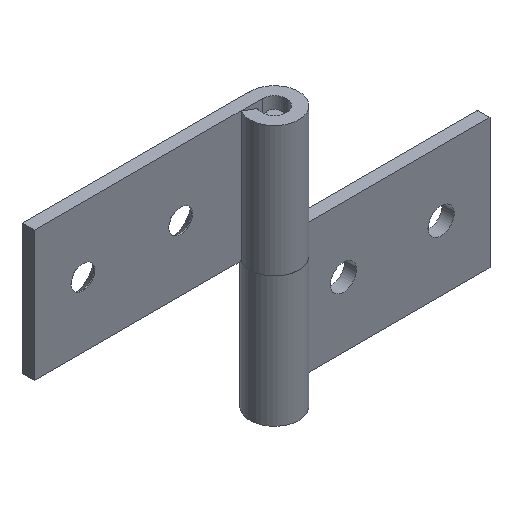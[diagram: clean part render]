
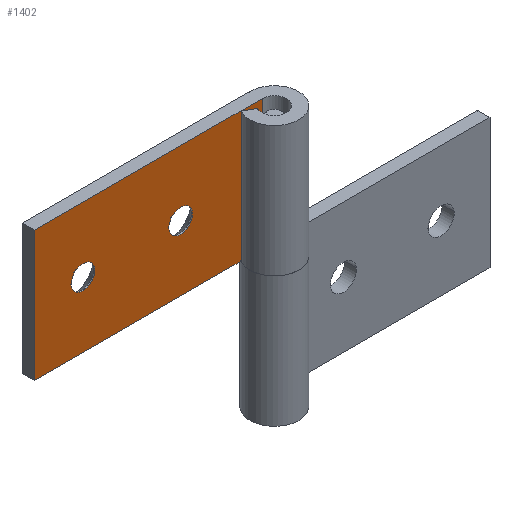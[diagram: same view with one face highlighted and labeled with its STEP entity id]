
A CAD part, isometric view. The second image highlights one B-rep face of the part: STEP entity #1402.
In plain terms, the highlighted free-form (B-spline) face has degree [1, 1] with [2, 2] control points.
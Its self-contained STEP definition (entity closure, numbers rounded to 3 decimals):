
#487=CARTESIAN_POINT('',(-11.447,1.5,23.911));
#488=VERTEX_POINT('',#487);
#494=CARTESIAN_POINT('',(-10.0,1.5,22.55));
#495=VERTEX_POINT('',#494);
#496=CARTESIAN_POINT('',(-10.0,1.5,22.55));
#497=CARTESIAN_POINT('',(-11.364,1.5,22.55));
#498=CARTESIAN_POINT('',(-11.447,1.5,23.911));
#506=(BOUNDED_CURVE()B_SPLINE_CURVE(2,(#496,#497,#498),.UNSPECIFIED.,.F.,.U.)B_SPLINE_CURVE_WITH_KNOTS((3,3),(0.5,0.739),.UNSPECIFIED.)CURVE()GEOMETRIC_REPRESENTATION_ITEM()RATIONAL_B_SPLINE_CURVE((1.0,0.72,0.976))REPRESENTATION_ITEM(''));
#507=EDGE_CURVE('',#495,#488,#506,.T.);
#509=CARTESIAN_POINT('',(-9.49,1.5,22.643));
#510=VERTEX_POINT('',#509);
#511=CARTESIAN_POINT('',(-9.49,1.5,22.643));
#512=CARTESIAN_POINT('',(-9.737,1.5,22.55));
#513=CARTESIAN_POINT('',(-10.0,1.5,22.55));
#521=(BOUNDED_CURVE()B_SPLINE_CURVE(2,(#511,#512,#513),.UNSPECIFIED.,.F.,.U.)B_SPLINE_CURVE_WITH_KNOTS((3,3),(0.44,0.5),.UNSPECIFIED.)CURVE()GEOMETRIC_REPRESENTATION_ITEM()RATIONAL_B_SPLINE_CURVE((0.893,0.93,1.0))REPRESENTATION_ITEM(''));
#522=EDGE_CURVE('',#510,#495,#521,.T.);
#572=CARTESIAN_POINT('',(-10.0,1.5,25.45));
#573=VERTEX_POINT('',#572);
#574=CARTESIAN_POINT('',(-10.0,1.5,25.45));
#575=CARTESIAN_POINT('',(-8.55,1.5,25.45));
#576=CARTESIAN_POINT('',(-8.55,1.5,24.0));
#577=CARTESIAN_POINT('',(-8.55,1.5,22.996));
#578=CARTESIAN_POINT('',(-9.49,1.5,22.643));
#586=(BOUNDED_CURVE()B_SPLINE_CURVE(2,(#574,#575,#576,#577,#578),.UNSPECIFIED.,.F.,.U.)B_SPLINE_CURVE_WITH_KNOTS((3,2,3),(0.0,0.25,0.44),.UNSPECIFIED.)CURVE()GEOMETRIC_REPRESENTATION_ITEM()RATIONAL_B_SPLINE_CURVE((1.0,0.707,1.0,0.777,0.893))REPRESENTATION_ITEM(''));
#587=EDGE_CURVE('',#573,#510,#586,.T.);
#589=CARTESIAN_POINT('',(-11.447,1.5,23.911));
#590=CARTESIAN_POINT('',(-11.45,1.5,23.956));
#591=CARTESIAN_POINT('',(-11.45,1.5,24.0));
#592=CARTESIAN_POINT('',(-11.45,1.5,25.45));
#593=CARTESIAN_POINT('',(-10.0,1.5,25.45));
#601=(BOUNDED_CURVE()B_SPLINE_CURVE(2,(#589,#590,#591,#592,#593),.UNSPECIFIED.,.F.,.U.)B_SPLINE_CURVE_WITH_KNOTS((3,2,3),(0.739,0.75,1.0),.UNSPECIFIED.)CURVE()GEOMETRIC_REPRESENTATION_ITEM()RATIONAL_B_SPLINE_CURVE((0.976,0.988,1.0,0.707,1.0))REPRESENTATION_ITEM(''));
#602=EDGE_CURVE('',#488,#573,#601,.T.);
#815=CARTESIAN_POINT('',(-23.447,1.5,23.911));
#816=VERTEX_POINT('',#815);
#822=CARTESIAN_POINT('',(-22.0,1.5,22.55));
#823=VERTEX_POINT('',#822);
#824=CARTESIAN_POINT('',(-22.0,1.5,22.55));
#825=CARTESIAN_POINT('',(-23.364,1.5,22.55));
#826=CARTESIAN_POINT('',(-23.447,1.5,23.911));
#834=(BOUNDED_CURVE()B_SPLINE_CURVE(2,(#824,#825,#826),.UNSPECIFIED.,.F.,.U.)B_SPLINE_CURVE_WITH_KNOTS((3,3),(0.5,0.739),.UNSPECIFIED.)CURVE()GEOMETRIC_REPRESENTATION_ITEM()RATIONAL_B_SPLINE_CURVE((1.0,0.72,0.976))REPRESENTATION_ITEM(''));
#835=EDGE_CURVE('',#823,#816,#834,.T.);
#837=CARTESIAN_POINT('',(-21.49,1.5,22.643));
#838=VERTEX_POINT('',#837);
#839=CARTESIAN_POINT('',(-21.49,1.5,22.643));
#840=CARTESIAN_POINT('',(-21.737,1.5,22.55));
#841=CARTESIAN_POINT('',(-22.0,1.5,22.55));
#849=(BOUNDED_CURVE()B_SPLINE_CURVE(2,(#839,#840,#841),.UNSPECIFIED.,.F.,.U.)B_SPLINE_CURVE_WITH_KNOTS((3,3),(0.44,0.5),.UNSPECIFIED.)CURVE()GEOMETRIC_REPRESENTATION_ITEM()RATIONAL_B_SPLINE_CURVE((0.893,0.93,1.0))REPRESENTATION_ITEM(''));
#850=EDGE_CURVE('',#838,#823,#849,.T.);
#900=CARTESIAN_POINT('',(-22.0,1.5,25.45));
#901=VERTEX_POINT('',#900);
#902=CARTESIAN_POINT('',(-22.0,1.5,25.45));
#903=CARTESIAN_POINT('',(-20.55,1.5,25.45));
#904=CARTESIAN_POINT('',(-20.55,1.5,24.0));
#905=CARTESIAN_POINT('',(-20.55,1.5,22.996));
#906=CARTESIAN_POINT('',(-21.49,1.5,22.643));
#914=(BOUNDED_CURVE()B_SPLINE_CURVE(2,(#902,#903,#904,#905,#906),.UNSPECIFIED.,.F.,.U.)B_SPLINE_CURVE_WITH_KNOTS((3,2,3),(0.0,0.25,0.44),.UNSPECIFIED.)CURVE()GEOMETRIC_REPRESENTATION_ITEM()RATIONAL_B_SPLINE_CURVE((1.0,0.707,1.0,0.777,0.893))REPRESENTATION_ITEM(''));
#915=EDGE_CURVE('',#901,#838,#914,.T.);
#917=CARTESIAN_POINT('',(-23.447,1.5,23.911));
#918=CARTESIAN_POINT('',(-23.45,1.5,23.956));
#919=CARTESIAN_POINT('',(-23.45,1.5,24.0));
#920=CARTESIAN_POINT('',(-23.45,1.5,25.45));
#921=CARTESIAN_POINT('',(-22.0,1.5,25.45));
#929=(BOUNDED_CURVE()B_SPLINE_CURVE(2,(#917,#918,#919,#920,#921),.UNSPECIFIED.,.F.,.U.)B_SPLINE_CURVE_WITH_KNOTS((3,2,3),(0.739,0.75,1.0),.UNSPECIFIED.)CURVE()GEOMETRIC_REPRESENTATION_ITEM()RATIONAL_B_SPLINE_CURVE((0.976,0.988,1.0,0.707,1.0))REPRESENTATION_ITEM(''));
#930=EDGE_CURVE('',#816,#901,#929,.T.);
#1098=CARTESIAN_POINT('',(-28.0,1.5,32.0));
#1099=VERTEX_POINT('',#1098);
#1100=CARTESIAN_POINT('',(0.,1.5,32.0));
#1101=VERTEX_POINT('',#1100);
#1102=CARTESIAN_POINT('',(-28.0,1.5,32.0));
#1103=CARTESIAN_POINT('',(0.,1.5,32.0));
#1104=QUASI_UNIFORM_CURVE('',1,(#1102,#1103),.UNSPECIFIED.,.F.,.U.);
#1105=EDGE_CURVE('',#1099,#1101,#1104,.T.);
#1176=CARTESIAN_POINT('',(-28.0,1.5,16.0));
#1177=VERTEX_POINT('',#1176);
#1178=CARTESIAN_POINT('',(0.,1.5,16.0));
#1179=VERTEX_POINT('',#1178);
#1180=CARTESIAN_POINT('',(-28.0,1.5,16.0));
#1181=CARTESIAN_POINT('',(0.,1.5,16.0));
#1182=QUASI_UNIFORM_CURVE('',1,(#1180,#1181),.UNSPECIFIED.,.F.,.U.);
#1183=EDGE_CURVE('',#1177,#1179,#1182,.T.);
#1261=CARTESIAN_POINT('',(-28.0,1.5,16.0));
#1262=CARTESIAN_POINT('',(-28.0,1.5,32.0));
#1263=QUASI_UNIFORM_CURVE('',1,(#1261,#1262),.UNSPECIFIED.,.F.,.U.);
#1264=EDGE_CURVE('',#1177,#1099,#1263,.T.);
#1369=CARTESIAN_POINT('',(0.,1.5,16.0));
#1370=CARTESIAN_POINT('',(0.,1.5,32.0));
#1371=QUASI_UNIFORM_CURVE('',1,(#1369,#1370),.UNSPECIFIED.,.F.,.U.);
#1372=EDGE_CURVE('',#1179,#1101,#1371,.T.);
#1379=CARTESIAN_POINT('',(-29.399,1.5,32.799));
#1380=CARTESIAN_POINT('',(-29.399,1.5,15.201));
#1381=CARTESIAN_POINT('',(1.399,1.5,32.799));
#1382=CARTESIAN_POINT('',(1.399,1.5,15.201));
#1383=B_SPLINE_SURFACE_WITH_KNOTS('',1,1,((#1379,#1381),(#1380,#1382)),.UNSPECIFIED.,.F.,.F.,.U.,(2,2),(2,2),(0.0,17.598),(0.0,30.797),.UNSPECIFIED.);
#1384=ORIENTED_EDGE('',*,*,#1105,.F.);
#1385=ORIENTED_EDGE('',*,*,#1264,.F.);
#1386=ORIENTED_EDGE('',*,*,#1183,.T.);
#1387=ORIENTED_EDGE('',*,*,#1372,.T.);
#1388=EDGE_LOOP('',(#1384,#1385,#1386,#1387));
#1389=FACE_OUTER_BOUND('',#1388,.T.);
#1390=ORIENTED_EDGE('',*,*,#835,.T.);
#1391=ORIENTED_EDGE('',*,*,#930,.T.);
#1392=ORIENTED_EDGE('',*,*,#915,.T.);
#1393=ORIENTED_EDGE('',*,*,#850,.T.);
#1394=EDGE_LOOP('',(#1390,#1391,#1392,#1393));
#1395=FACE_BOUND('',#1394,.T.);
#1396=ORIENTED_EDGE('',*,*,#507,.T.);
#1397=ORIENTED_EDGE('',*,*,#602,.T.);
#1398=ORIENTED_EDGE('',*,*,#587,.T.);
#1399=ORIENTED_EDGE('',*,*,#522,.T.);
#1400=EDGE_LOOP('',(#1396,#1397,#1398,#1399));
#1401=FACE_BOUND('',#1400,.T.);
#1402=ADVANCED_FACE('',(#1389,#1395,#1401),#1383,.T.);
